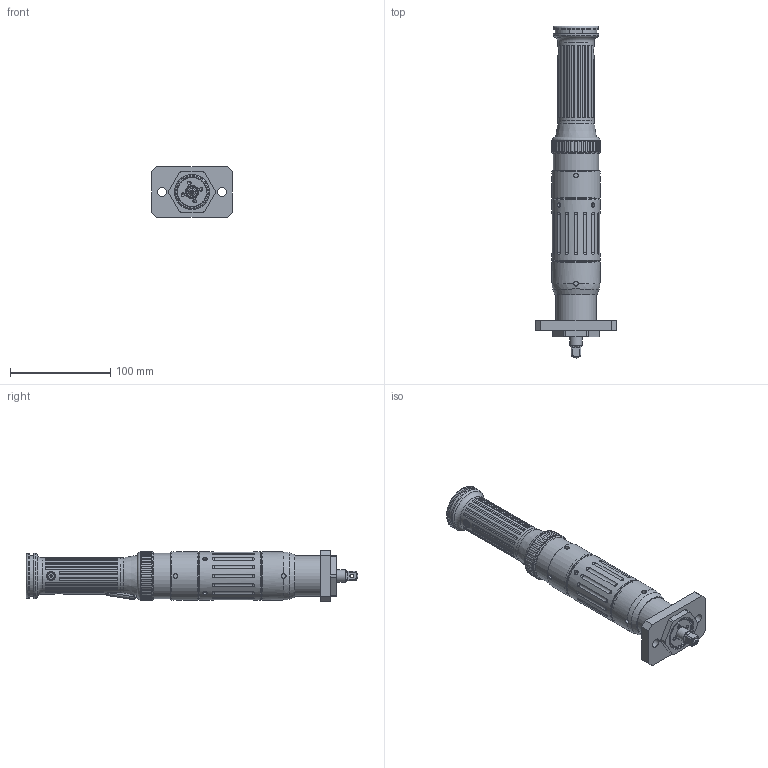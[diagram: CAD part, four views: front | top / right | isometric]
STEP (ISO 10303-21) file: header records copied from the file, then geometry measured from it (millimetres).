
FILE_DESCRIPTION(/* description */ (''),/* implementation_level */ '2;1');
FILE_NAME(/* name */ 'HFT010M50-S1-20(DS-H011)_OUTLINE.stp',/* time_stamp */ '2017-10-20T16:58:05+09:00',/* author */ ('AkihiroKATO'),/* organization */ (''),/* preprocessor_version */ 'ST-DEVELOPER v16.5',/* originating_system */ 'Autodesk Inventor 2017',/* authorisation */ '');
FILE_SCHEMA (('AUTOMOTIVE_DESIGN { 1 0 10303 214 3 1 1 }'));
Length unit declared in the file: millimetre
Products named in the file (1): HFT010M50-S1-20(DS-H011)_OUTLINE
Bounding box: 80 x 331 x 50 mm (x, y, z)
Volume: 466440.9 mm3; surface area: 64754.7 mm2
Topology: 1 solids, 1 shells, 847 faces, 2098 edges, 1347 vertices
Faces by surface type: plane 460, cylinder 260, sphere 60, cone 44, bspline 15, torus 8
Full cylindrical faces by diameter (mm): 1 x24, 1.6 x4, 2 x1, 3.18 x1, 3.6 x4, 4.6 x12, 8 x3, 9 x5, 11.8 x1, 12 x1, 12.5 x1, 21.4 x1, 30 x1, 34 x2, 36 x1, 40 x1, 41.2 x1, 44.5 x1, 45 x2, 45.5 x1, 46 x2, 46.6 x2, 48 x4
Entity records: 26826 total; most frequent: CARTESIAN_POINT 6335, DIRECTION 4364, ORIENTED_EDGE 3752, EDGE_CURVE 1868, AXIS2_PLACEMENT_3D 1792, VERTEX_POINT 1265, EDGE_LOOP 1105, CIRCLE 870
